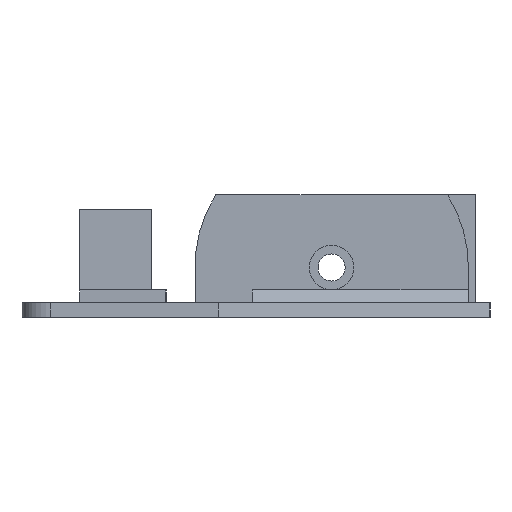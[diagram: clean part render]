
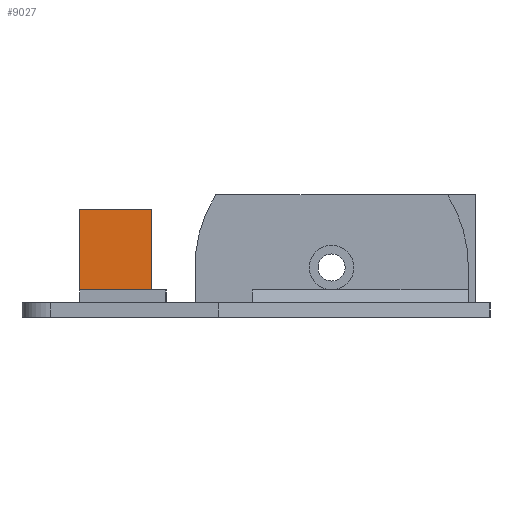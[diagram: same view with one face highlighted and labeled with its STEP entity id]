
A CAD part, left-side view. The second image highlights one B-rep face of the part: STEP entity #9027.
In plain terms, the highlighted planar face has unit normal (-1, 0, 0).
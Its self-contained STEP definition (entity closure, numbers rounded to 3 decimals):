
#1076 = PLANE('',#1077);
#1077 = AXIS2_PLACEMENT_3D('',#1078,#1079,#1080);
#1078 = CARTESIAN_POINT('',(65.081,28.5,0.));
#1079 = DIRECTION('',(0.,-1.,0.));
#1080 = DIRECTION('',(0.,0.,-1.));
#3263 = VERTEX_POINT('',#3264);
#3264 = CARTESIAN_POINT('',(-13.5,28.5,1.8));
#3278 = PLANE('',#3279);
#3279 = AXIS2_PLACEMENT_3D('',#3280,#3281,#3282);
#3280 = CARTESIAN_POINT('',(-59.5,28.5,1.8));
#3281 = DIRECTION('',(0.,0.,1.));
#3282 = DIRECTION('',(1.,0.,0.));
#3290 = EDGE_CURVE('',#3291,#3263,#3293,.T.);
#3291 = VERTEX_POINT('',#3292);
#3292 = CARTESIAN_POINT('',(-13.5,28.5,13.));
#3293 = SURFACE_CURVE('',#3294,(#3298,#3305),.PCURVE_S1.);
#3294 = LINE('',#3295,#3296);
#3295 = CARTESIAN_POINT('',(-13.5,28.5,13.));
#3296 = VECTOR('',#3297,1.);
#3297 = DIRECTION('',(0.,0.,-1.));
#3298 = PCURVE('',#1076,#3299);
#3299 = DEFINITIONAL_REPRESENTATION('',(#3300),#3304);
#3300 = LINE('',#3301,#3302);
#3301 = CARTESIAN_POINT('',(-13.,-78.581));
#3302 = VECTOR('',#3303,1.);
#3303 = DIRECTION('',(1.,0.));
#3304 = ( GEOMETRIC_REPRESENTATION_CONTEXT(2) 
PARAMETRIC_REPRESENTATION_CONTEXT() REPRESENTATION_CONTEXT('2D SPACE',''
  ) );
#3305 = PCURVE('',#3306,#3311);
#3306 = PLANE('',#3307);
#3307 = AXIS2_PLACEMENT_3D('',#3308,#3309,#3310);
#3308 = CARTESIAN_POINT('',(-13.5,28.5,13.));
#3309 = DIRECTION('',(1.,0.,0.));
#3310 = DIRECTION('',(0.,0.,-1.));
#3311 = DEFINITIONAL_REPRESENTATION('',(#3312),#3316);
#3312 = LINE('',#3313,#3314);
#3313 = CARTESIAN_POINT('',(0.,0.));
#3314 = VECTOR('',#3315,1.);
#3315 = DIRECTION('',(1.,0.));
#3316 = ( GEOMETRIC_REPRESENTATION_CONTEXT(2) 
PARAMETRIC_REPRESENTATION_CONTEXT() REPRESENTATION_CONTEXT('2D SPACE',''
  ) );
#3334 = PLANE('',#3335);
#3335 = AXIS2_PLACEMENT_3D('',#3336,#3337,#3338);
#3336 = CARTESIAN_POINT('',(-3.8,28.5,13.));
#3337 = DIRECTION('',(-0.,0.,-1.));
#3338 = DIRECTION('',(-1.,0.,0.));
#8896 = VERTEX_POINT('',#8897);
#8897 = CARTESIAN_POINT('',(-13.5,18.5,1.8));
#8911 = PLANE('',#8912);
#8912 = AXIS2_PLACEMENT_3D('',#8913,#8914,#8915);
#8913 = CARTESIAN_POINT('',(-3.8,18.5,13.));
#8914 = DIRECTION('',(0.,1.,0.));
#8915 = DIRECTION('',(0.,0.,1.));
#8939 = PLANE('',#8940);
#8940 = AXIS2_PLACEMENT_3D('',#8941,#8942,#8943);
#8941 = CARTESIAN_POINT('',(-57.5,18.5,0.));
#8942 = DIRECTION('',(0.,1.,0.));
#8943 = DIRECTION('',(1.,0.,0.));
#8980 = VERTEX_POINT('',#8981);
#8981 = CARTESIAN_POINT('',(-13.5,26.5,1.8));
#8995 = PLANE('',#8996);
#8996 = AXIS2_PLACEMENT_3D('',#8997,#8998,#8999);
#8997 = CARTESIAN_POINT('',(-13.5,26.5,0.));
#8998 = DIRECTION('',(0.,-1.,0.));
#8999 = DIRECTION('',(-1.,0.,0.));
#9007 = EDGE_CURVE('',#3263,#8980,#9008,.T.);
#9008 = SURFACE_CURVE('',#9009,(#9013,#9020),.PCURVE_S1.);
#9009 = LINE('',#9010,#9011);
#9010 = CARTESIAN_POINT('',(-13.5,28.5,1.8));
#9011 = VECTOR('',#9012,1.);
#9012 = DIRECTION('',(0.,-1.,0.));
#9013 = PCURVE('',#3278,#9014);
#9014 = DEFINITIONAL_REPRESENTATION('',(#9015),#9019);
#9015 = LINE('',#9016,#9017);
#9016 = CARTESIAN_POINT('',(46.,0.));
#9017 = VECTOR('',#9018,1.);
#9018 = DIRECTION('',(0.,-1.));
#9019 = ( GEOMETRIC_REPRESENTATION_CONTEXT(2) 
PARAMETRIC_REPRESENTATION_CONTEXT() REPRESENTATION_CONTEXT('2D SPACE',''
  ) );
#9020 = PCURVE('',#3306,#9021);
#9021 = DEFINITIONAL_REPRESENTATION('',(#9022),#9026);
#9022 = LINE('',#9023,#9024);
#9023 = CARTESIAN_POINT('',(11.2,0.));
#9024 = VECTOR('',#9025,1.);
#9025 = DIRECTION('',(0.,-1.));
#9026 = ( GEOMETRIC_REPRESENTATION_CONTEXT(2) 
PARAMETRIC_REPRESENTATION_CONTEXT() REPRESENTATION_CONTEXT('2D SPACE',''
  ) );
#9027 = ADVANCED_FACE('',(#9028),#3306,.F.);
#9028 = FACE_BOUND('',#9029,.F.);
#9029 = EDGE_LOOP('',(#9030,#9031,#9054,#9075,#9098,#9126,#9147));
#9030 = ORIENTED_EDGE('',*,*,#3290,.F.);
#9031 = ORIENTED_EDGE('',*,*,#9032,.T.);
#9032 = EDGE_CURVE('',#3291,#9033,#9035,.T.);
#9033 = VERTEX_POINT('',#9034);
#9034 = CARTESIAN_POINT('',(-13.5,18.5,13.));
#9035 = SURFACE_CURVE('',#9036,(#9040,#9047),.PCURVE_S1.);
#9036 = LINE('',#9037,#9038);
#9037 = CARTESIAN_POINT('',(-13.5,28.5,13.));
#9038 = VECTOR('',#9039,1.);
#9039 = DIRECTION('',(0.,-1.,0.));
#9040 = PCURVE('',#3306,#9041);
#9041 = DEFINITIONAL_REPRESENTATION('',(#9042),#9046);
#9042 = LINE('',#9043,#9044);
#9043 = CARTESIAN_POINT('',(0.,0.));
#9044 = VECTOR('',#9045,1.);
#9045 = DIRECTION('',(0.,-1.));
#9046 = ( GEOMETRIC_REPRESENTATION_CONTEXT(2) 
PARAMETRIC_REPRESENTATION_CONTEXT() REPRESENTATION_CONTEXT('2D SPACE',''
  ) );
#9047 = PCURVE('',#3334,#9048);
#9048 = DEFINITIONAL_REPRESENTATION('',(#9049),#9053);
#9049 = LINE('',#9050,#9051);
#9050 = CARTESIAN_POINT('',(9.7,0.));
#9051 = VECTOR('',#9052,1.);
#9052 = DIRECTION('',(0.,-1.));
#9053 = ( GEOMETRIC_REPRESENTATION_CONTEXT(2) 
PARAMETRIC_REPRESENTATION_CONTEXT() REPRESENTATION_CONTEXT('2D SPACE',''
  ) );
#9054 = ORIENTED_EDGE('',*,*,#9055,.T.);
#9055 = EDGE_CURVE('',#9033,#8896,#9056,.T.);
#9056 = SURFACE_CURVE('',#9057,(#9061,#9068),.PCURVE_S1.);
#9057 = LINE('',#9058,#9059);
#9058 = CARTESIAN_POINT('',(-13.5,18.5,13.));
#9059 = VECTOR('',#9060,1.);
#9060 = DIRECTION('',(0.,0.,-1.));
#9061 = PCURVE('',#3306,#9062);
#9062 = DEFINITIONAL_REPRESENTATION('',(#9063),#9067);
#9063 = LINE('',#9064,#9065);
#9064 = CARTESIAN_POINT('',(0.,-10.));
#9065 = VECTOR('',#9066,1.);
#9066 = DIRECTION('',(1.,0.));
#9067 = ( GEOMETRIC_REPRESENTATION_CONTEXT(2) 
PARAMETRIC_REPRESENTATION_CONTEXT() REPRESENTATION_CONTEXT('2D SPACE',''
  ) );
#9068 = PCURVE('',#8911,#9069);
#9069 = DEFINITIONAL_REPRESENTATION('',(#9070),#9074);
#9070 = LINE('',#9071,#9072);
#9071 = CARTESIAN_POINT('',(0.,-9.7));
#9072 = VECTOR('',#9073,1.);
#9073 = DIRECTION('',(-1.,0.));
#9074 = ( GEOMETRIC_REPRESENTATION_CONTEXT(2) 
PARAMETRIC_REPRESENTATION_CONTEXT() REPRESENTATION_CONTEXT('2D SPACE',''
  ) );
#9075 = ORIENTED_EDGE('',*,*,#9076,.T.);
#9076 = EDGE_CURVE('',#8896,#9077,#9079,.T.);
#9077 = VERTEX_POINT('',#9078);
#9078 = CARTESIAN_POINT('',(-13.5,18.5,0.));
#9079 = SURFACE_CURVE('',#9080,(#9084,#9091),.PCURVE_S1.);
#9080 = LINE('',#9081,#9082);
#9081 = CARTESIAN_POINT('',(-13.5,18.5,13.));
#9082 = VECTOR('',#9083,1.);
#9083 = DIRECTION('',(0.,0.,-1.));
#9084 = PCURVE('',#3306,#9085);
#9085 = DEFINITIONAL_REPRESENTATION('',(#9086),#9090);
#9086 = LINE('',#9087,#9088);
#9087 = CARTESIAN_POINT('',(0.,-10.));
#9088 = VECTOR('',#9089,1.);
#9089 = DIRECTION('',(1.,0.));
#9090 = ( GEOMETRIC_REPRESENTATION_CONTEXT(2) 
PARAMETRIC_REPRESENTATION_CONTEXT() REPRESENTATION_CONTEXT('2D SPACE',''
  ) );
#9091 = PCURVE('',#8939,#9092);
#9092 = DEFINITIONAL_REPRESENTATION('',(#9093),#9097);
#9093 = LINE('',#9094,#9095);
#9094 = CARTESIAN_POINT('',(44.,-13.));
#9095 = VECTOR('',#9096,1.);
#9096 = DIRECTION('',(0.,1.));
#9097 = ( GEOMETRIC_REPRESENTATION_CONTEXT(2) 
PARAMETRIC_REPRESENTATION_CONTEXT() REPRESENTATION_CONTEXT('2D SPACE',''
  ) );
#9098 = ORIENTED_EDGE('',*,*,#9099,.F.);
#9099 = EDGE_CURVE('',#9100,#9077,#9102,.T.);
#9100 = VERTEX_POINT('',#9101);
#9101 = CARTESIAN_POINT('',(-13.5,26.5,0.));
#9102 = SURFACE_CURVE('',#9103,(#9107,#9114),.PCURVE_S1.);
#9103 = LINE('',#9104,#9105);
#9104 = CARTESIAN_POINT('',(-13.5,28.5,0.));
#9105 = VECTOR('',#9106,1.);
#9106 = DIRECTION('',(0.,-1.,0.));
#9107 = PCURVE('',#3306,#9108);
#9108 = DEFINITIONAL_REPRESENTATION('',(#9109),#9113);
#9109 = LINE('',#9110,#9111);
#9110 = CARTESIAN_POINT('',(13.,0.));
#9111 = VECTOR('',#9112,1.);
#9112 = DIRECTION('',(0.,-1.));
#9113 = ( GEOMETRIC_REPRESENTATION_CONTEXT(2) 
PARAMETRIC_REPRESENTATION_CONTEXT() REPRESENTATION_CONTEXT('2D SPACE',''
  ) );
#9114 = PCURVE('',#9115,#9120);
#9115 = PLANE('',#9116);
#9116 = AXIS2_PLACEMENT_3D('',#9117,#9118,#9119);
#9117 = CARTESIAN_POINT('',(79.,36.5,0.));
#9118 = DIRECTION('',(0.,0.,-1.));
#9119 = DIRECTION('',(-1.,0.,0.));
#9120 = DEFINITIONAL_REPRESENTATION('',(#9121),#9125);
#9121 = LINE('',#9122,#9123);
#9122 = CARTESIAN_POINT('',(92.5,-8.));
#9123 = VECTOR('',#9124,1.);
#9124 = DIRECTION('',(0.,-1.));
#9125 = ( GEOMETRIC_REPRESENTATION_CONTEXT(2) 
PARAMETRIC_REPRESENTATION_CONTEXT() REPRESENTATION_CONTEXT('2D SPACE',''
  ) );
#9126 = ORIENTED_EDGE('',*,*,#9127,.T.);
#9127 = EDGE_CURVE('',#9100,#8980,#9128,.T.);
#9128 = SURFACE_CURVE('',#9129,(#9133,#9140),.PCURVE_S1.);
#9129 = LINE('',#9130,#9131);
#9130 = CARTESIAN_POINT('',(-13.5,26.5,0.));
#9131 = VECTOR('',#9132,1.);
#9132 = DIRECTION('',(0.,0.,1.));
#9133 = PCURVE('',#3306,#9134);
#9134 = DEFINITIONAL_REPRESENTATION('',(#9135),#9139);
#9135 = LINE('',#9136,#9137);
#9136 = CARTESIAN_POINT('',(13.,-2.));
#9137 = VECTOR('',#9138,1.);
#9138 = DIRECTION('',(-1.,0.));
#9139 = ( GEOMETRIC_REPRESENTATION_CONTEXT(2) 
PARAMETRIC_REPRESENTATION_CONTEXT() REPRESENTATION_CONTEXT('2D SPACE',''
  ) );
#9140 = PCURVE('',#8995,#9141);
#9141 = DEFINITIONAL_REPRESENTATION('',(#9142),#9146);
#9142 = LINE('',#9143,#9144);
#9143 = CARTESIAN_POINT('',(0.,-0.));
#9144 = VECTOR('',#9145,1.);
#9145 = DIRECTION('',(0.,-1.));
#9146 = ( GEOMETRIC_REPRESENTATION_CONTEXT(2) 
PARAMETRIC_REPRESENTATION_CONTEXT() REPRESENTATION_CONTEXT('2D SPACE',''
  ) );
#9147 = ORIENTED_EDGE('',*,*,#9007,.F.);
